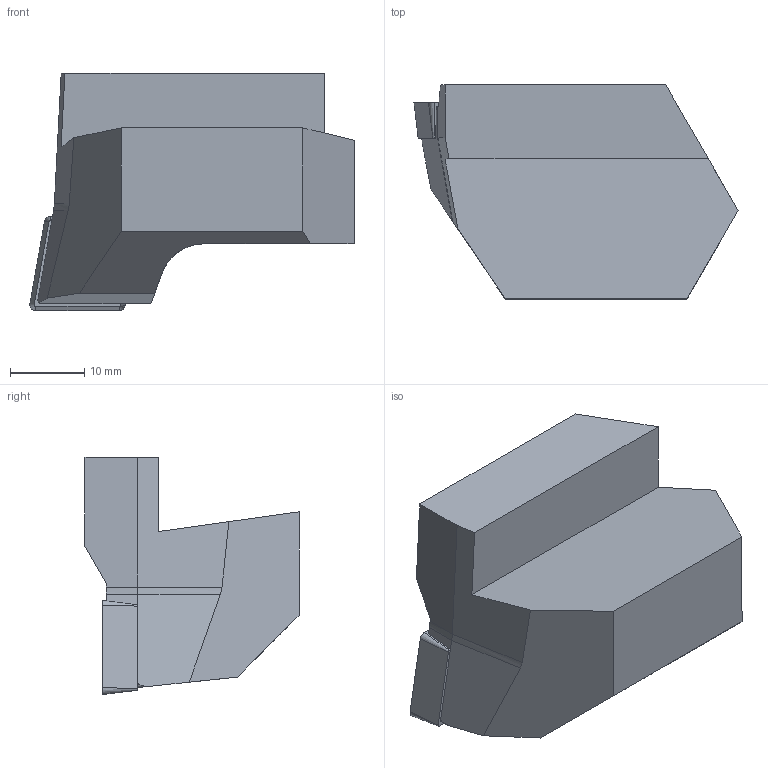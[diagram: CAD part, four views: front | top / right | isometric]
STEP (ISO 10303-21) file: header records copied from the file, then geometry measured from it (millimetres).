
FILE_DESCRIPTION(/* description */ (''),/* implementation_level */ '2;1');
FILE_NAME(/* name */ '1564040979015.stp',/* time_stamp */ '2019-07-25T09:49:45+02:00',/* author */ (''),/* organization */ ('SMS'),/* preprocessor_version */ 'ST-DEVELOPER v16.7',/* originating_system */ 'SIEMENS PLM Software NX 12.0',/* authorisation */ '');
FILE_SCHEMA (('AUTOMOTIVE_DESIGN { 1 0 10303 214 3 1 1 1 }'));
Length unit declared in the file: millimetre
Products named in the file (4): IsoTurningInsert; ASSEMBLY_CONSTRUCTION; 201081600mod000_00; 201081655mod000_01
Assembly tree (3 placements, depth 2):
  201081655mod000_01
    201081600mod000_00
    ASSEMBLY_CONSTRUCTION
    IsoTurningInsert
Bounding box: 43.75 x 28.88 x 32 mm (x, y, z)
Volume: 18354 mm3; surface area: 5470.6 mm2
Topology: 2 solids, 2 shells, 45 faces, 117 edges, 83 vertices
Faces by surface type: plane 29, cone 6, cylinder 5, torus 4, extrusion 1
Full cylindrical faces by diameter (mm): 5.5 x2
Entity records: 1536 total; most frequent: CARTESIAN_POINT 304, DIRECTION 235, ORIENTED_EDGE 208, EDGE_CURVE 104, VECTOR 79, LINE 78, AXIS2_PLACEMENT_3D 78, VERTEX_POINT 72
